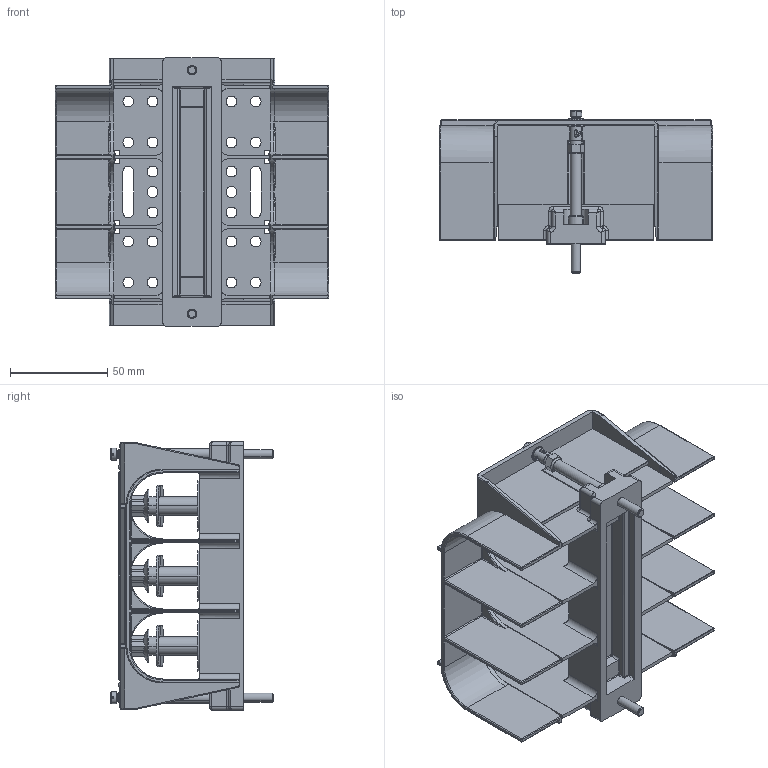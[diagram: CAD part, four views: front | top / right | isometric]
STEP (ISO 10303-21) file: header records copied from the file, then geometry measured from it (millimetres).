
FILE_DESCRIPTION((''),'2;1');
FILE_NAME('32428031003','2019-10-24T',('presta_be4'),(''),'CREO PARAMETRIC BY PTC INC, 2018360','CREO PARAMETRIC BY PTC INC, 2018360','');
FILE_SCHEMA(('CONFIG_CONTROL_DESIGN'));
Products named in the file (1): 32428031003
Bounding box: 140.4 x 83.34 x 138.2 mm (x, y, z)
Volume: 203174.4 mm3; surface area: 144391.7 mm2
Topology: 4 solids, 4 shells, 2478 faces, 6738 edges, 4336 vertices
Faces by surface type: plane 1542, cylinder 586, cone 146, bspline 106, torus 86, sphere 12
Entity records: 114141 total; most frequent: CARTESIAN_POINT 52629, ORIENTED_EDGE 13452, DIRECTION 11754, EDGE_CURVE 6726, VECTOR 4702, LINE 4702, VERTEX_POINT 4336, AXIS2_PLACEMENT_3D 3526
